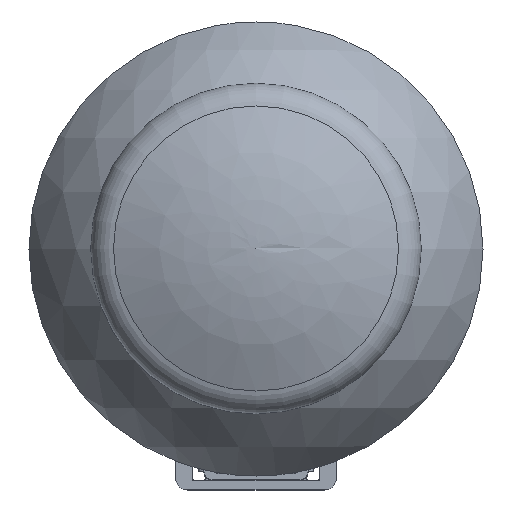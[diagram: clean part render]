
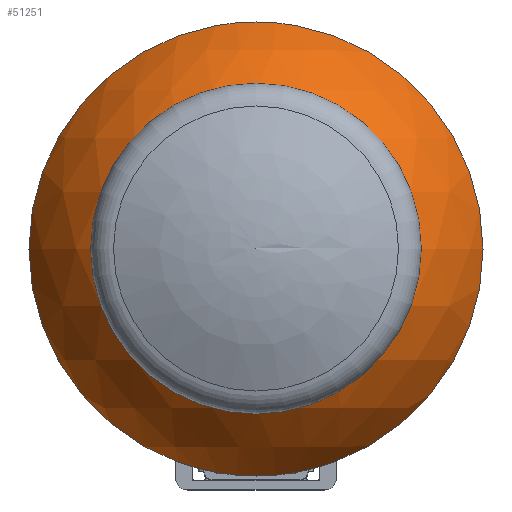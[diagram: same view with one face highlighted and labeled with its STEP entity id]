
A CAD part, top view. The second image highlights one B-rep face of the part: STEP entity #51251.
In plain terms, the highlighted spherical face has radius 14.45 mm.
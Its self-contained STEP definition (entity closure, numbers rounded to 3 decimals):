
#51187 = EDGE_CURVE('',#51188,#51188,#51190,.T.);
#51188 = VERTEX_POINT('',#51189);
#51189 = CARTESIAN_POINT('',(0.,13.3,12.));
#51190 = CIRCLE('',#51191,13.3);
#51191 = AXIS2_PLACEMENT_3D('',#51192,#51193,#51194);
#51192 = CARTESIAN_POINT('',(0.,0.,12.));
#51193 = DIRECTION('',(0.,0.,-1.));
#51194 = DIRECTION('',(0.,1.,0.));
#51251 = ADVANCED_FACE('',(#51252,#51255),#51306,.T.);
#51252 = FACE_BOUND('',#51253,.T.);
#51253 = EDGE_LOOP('',(#51254));
#51254 = ORIENTED_EDGE('',*,*,#51187,.F.);
#51255 = FACE_BOUND('',#51256,.T.);
#51256 = EDGE_LOOP('',(#51257));
#51257 = ORIENTED_EDGE('',*,*,#51258,.F.);
#51258 = EDGE_CURVE('',#51259,#51259,#51261,.T.);
#51259 = VERTEX_POINT('',#51260);
#51260 = CARTESIAN_POINT('',(5.25,0.,19.813));
#51261 = B_SPLINE_CURVE_WITH_KNOTS('',8,(#51262,#51263,#51264,#51265,
    #51266,#51267,#51268,#51269,#51270,#51271,#51272,#51273,#51274,
    #51275,#51276,#51277,#51278,#51279,#51280,#51281,#51282,#51283,
    #51284,#51285,#51286,#51287,#51288,#51289,#51290,#51291,#51292,
    #51293,#51294,#51295,#51296,#51297,#51298,#51299,#51300,#51301,
    #51302,#51303,#51304,#51305),.UNSPECIFIED.,.T.,.F.,(9,7,7,7,7,7,9),(
    0.,0.164,0.332,0.497,0.661,
    0.829,1.),.UNSPECIFIED.);
#51262 = CARTESIAN_POINT('',(5.25,0.,19.813));
#51263 = CARTESIAN_POINT('',(5.25,0.684,
    19.813));
#51264 = CARTESIAN_POINT('',(5.148,1.37,
    19.813));
#51265 = CARTESIAN_POINT('',(4.943,2.038,
    19.813));
#51266 = CARTESIAN_POINT('',(4.64,2.67,
    19.813));
#51267 = CARTESIAN_POINT('',(4.247,3.247,
    19.813));
#51268 = CARTESIAN_POINT('',(3.775,3.757,
    19.813));
#51269 = CARTESIAN_POINT('',(3.24,4.186,
    19.813));
#51270 = CARTESIAN_POINT('',(2.064,4.876,
    19.813));
#51271 = CARTESIAN_POINT('',(1.422,5.134,
    19.813));
#51272 = CARTESIAN_POINT('',(0.747,5.292,
    19.813));
#51273 = CARTESIAN_POINT('',(0.058,5.35,
    19.813));
#51274 = CARTESIAN_POINT('',(-0.632,5.307,
    19.813));
#51275 = CARTESIAN_POINT('',(-1.309,5.163,
    19.813));
#51276 = CARTESIAN_POINT('',(-1.957,4.92,
    19.813));
#51277 = CARTESIAN_POINT('',(-3.146,4.257,
    19.813));
#51278 = CARTESIAN_POINT('',(-3.691,3.84,
    19.813));
#51279 = CARTESIAN_POINT('',(-4.173,3.341,
    19.813));
#51280 = CARTESIAN_POINT('',(-4.58,2.773,
    19.813));
#51281 = CARTESIAN_POINT('',(-4.897,2.148,
    19.813));
#51282 = CARTESIAN_POINT('',(-5.117,1.484,
    19.813));
#51283 = CARTESIAN_POINT('',(-5.234,0.8,
    19.813));
#51284 = CARTESIAN_POINT('',(-5.264,-0.568,
    19.813));
#51285 = CARTESIAN_POINT('',(-5.177,-1.256,
    19.813));
#51286 = CARTESIAN_POINT('',(-4.987,-1.928,
    19.813));
#51287 = CARTESIAN_POINT('',(-4.698,-2.566,
    19.813));
#51288 = CARTESIAN_POINT('',(-4.318,-3.152,
    19.813));
#51289 = CARTESIAN_POINT('',(-3.858,-3.672,
    19.813));
#51290 = CARTESIAN_POINT('',(-3.332,-4.113,
    19.813));
#51291 = CARTESIAN_POINT('',(-2.171,-4.829,
    19.813));
#51292 = CARTESIAN_POINT('',(-1.534,-5.101,
    19.813));
#51293 = CARTESIAN_POINT('',(-0.863,-5.275,
    19.813));
#51294 = CARTESIAN_POINT('',(-0.174,-5.348,
    19.813));
#51295 = CARTESIAN_POINT('',(0.516,-5.32,
    19.813));
#51296 = CARTESIAN_POINT('',(1.196,-5.191,
    19.813));
#51297 = CARTESIAN_POINT('',(1.848,-4.962,
    19.813));
#51298 = CARTESIAN_POINT('',(3.076,-4.312,
    19.813));
#51299 = CARTESIAN_POINT('',(3.651,-3.886,
    19.813));
#51300 = CARTESIAN_POINT('',(4.16,-3.371,
    19.813));
#51301 = CARTESIAN_POINT('',(4.587,-2.778,
    19.813));
#51302 = CARTESIAN_POINT('',(4.916,-2.125,
    19.813));
#51303 = CARTESIAN_POINT('',(5.139,-1.429,
    19.813));
#51304 = CARTESIAN_POINT('',(5.25,-0.713,
    19.813));
#51305 = CARTESIAN_POINT('',(5.25,0.,19.813));
#51306 = SPHERICAL_SURFACE('',#51307,14.45);
#51307 = AXIS2_PLACEMENT_3D('',#51308,#51309,#51310);
#51308 = CARTESIAN_POINT('',(0.,0.,6.35));
#51309 = DIRECTION('',(0.,-1.,0.));
#51310 = DIRECTION('',(1.,0.,0.));
